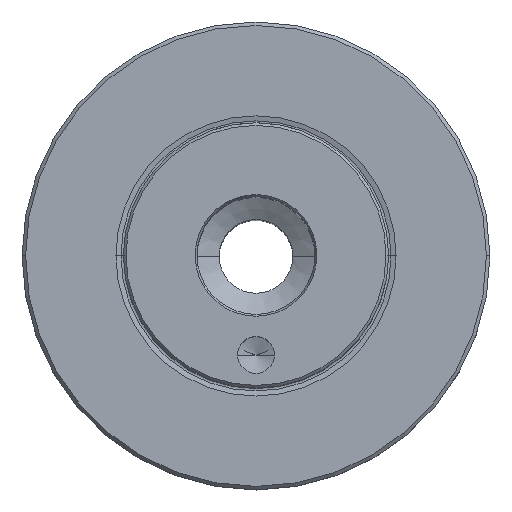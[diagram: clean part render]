
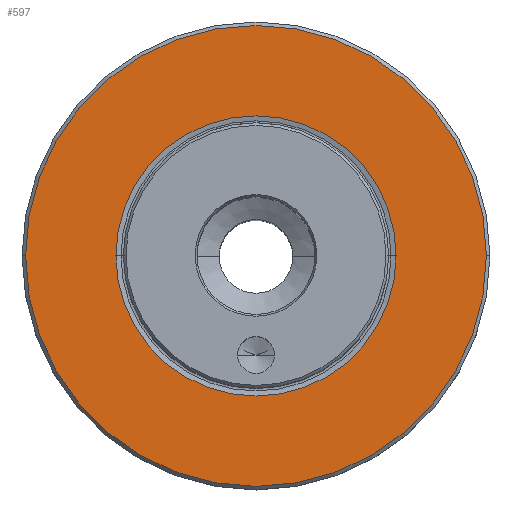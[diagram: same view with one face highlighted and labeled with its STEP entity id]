
A CAD part, top view. The second image highlights one B-rep face of the part: STEP entity #597.
In plain terms, the highlighted planar face has unit normal (0, 0, 1).
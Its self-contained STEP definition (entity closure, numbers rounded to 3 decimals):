
#597=ADVANCED_FACE('NONE',(#1612,#1613),#1614,.T.);
#685=VERTEX_POINT('NONE',#1710);
#795=VERTEX_POINT('NONE',#1827);
#911=EDGE_CURVE('NONE',#1183,#1121,#1954,.F.);
#1017=EDGE_CURVE('NONE',#795,#685,#2079,.T.);
#1119=EDGE_CURVE('NONE',#685,#795,#2189,.T.);
#1121=VERTEX_POINT('NONE',#2191);
#1183=VERTEX_POINT('NONE',#2263);
#1385=EDGE_CURVE('NONE',#1121,#1183,#2492,.T.);
#1612=FACE_OUTER_BOUND('',#2759,.T.);
#1613=FACE_BOUND('',#2760,.T.);
#1614=PLANE('',#2761);
#1710=CARTESIAN_POINT('',(-31.275,0.0,0.0));
#1827=CARTESIAN_POINT('',(31.275,0.,0.0));
#1954=CIRCLE('',#3400,19.012);
#2079=CIRCLE('',#3645,31.275);
#2189=CIRCLE('',#3923,31.275);
#2191=CARTESIAN_POINT('',(19.012,0.0,0.0));
#2263=CARTESIAN_POINT('',(-19.012,0.,0.0));
#2492=CIRCLE('',#4437,19.012);
#2759=EDGE_LOOP('',(#4854,#4855));
#2760=EDGE_LOOP('',(#4856,#4857));
#2761=AXIS2_PLACEMENT_3D('',#4858,#4859,#4860);
#3400=AXIS2_PLACEMENT_3D('',#5215,#5216,#5217);
#3645=AXIS2_PLACEMENT_3D('',#5400,#5401,#5402);
#3923=AXIS2_PLACEMENT_3D('',#5502,#5503,#5504);
#4437=AXIS2_PLACEMENT_3D('',#5900,#5901,#5902);
#4854=ORIENTED_EDGE('',*,*,#1119,.F.);
#4855=ORIENTED_EDGE('',*,*,#1017,.F.);
#4856=ORIENTED_EDGE('',*,*,#1385,.F.);
#4857=ORIENTED_EDGE('',*,*,#911,.F.);
#4858=CARTESIAN_POINT('',(0.0,31.75,0.0));
#4859=DIRECTION('',(0.0,0.0,1.0));
#4860=DIRECTION('',(1.0,0.0,0.0));
#5215=CARTESIAN_POINT('',(0.0,0.0,0.0));
#5216=DIRECTION('',(0.0,0.0,-1.0));
#5217=DIRECTION('',(1.0,0.0,0.0));
#5400=CARTESIAN_POINT('',(0.0,0.0,0.0));
#5401=DIRECTION('',(0.0,0.0,-1.0));
#5402=DIRECTION('',(-1.0,0.0,0.0));
#5502=CARTESIAN_POINT('',(0.0,0.0,0.0));
#5503=DIRECTION('',(0.0,0.0,-1.0));
#5504=DIRECTION('',(-1.0,0.0,0.0));
#5900=CARTESIAN_POINT('',(0.0,0.0,0.0));
#5901=DIRECTION('',(0.0,0.0,1.0));
#5902=DIRECTION('',(1.0,0.0,0.0));
